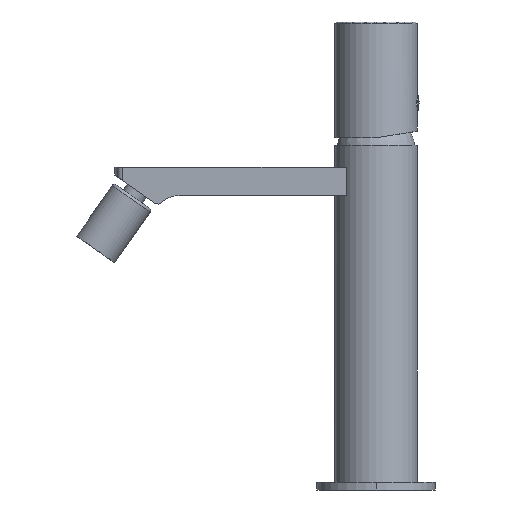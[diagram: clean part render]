
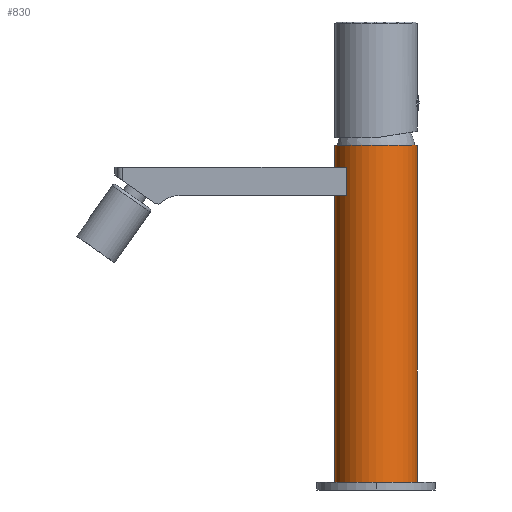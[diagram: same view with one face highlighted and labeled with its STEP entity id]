
A CAD part, left-side view. The second image highlights one B-rep face of the part: STEP entity #830.
In plain terms, the highlighted cylindrical face has radius 16 mm (diameter 32 mm), a partial arc.
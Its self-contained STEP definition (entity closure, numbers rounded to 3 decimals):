
#661=CARTESIAN_POINT('Vertex',(16.,121.95,0.)) ;
#701=CARTESIAN_POINT('Control Point',(16.,121.95,0.)) ;
#702=CARTESIAN_POINT('Control Point',(16.,121.95,-0.483)) ;
#703=CARTESIAN_POINT('Control Point',(15.982,121.873,-0.966)) ;
#704=CARTESIAN_POINT('Control Point',(15.945,121.719,-1.428)) ;
#705=CARTESIAN_POINT('Control Point',(15.868,121.373,-2.109)) ;
#706=CARTESIAN_POINT('Control Point',(15.775,120.903,-2.685)) ;
#707=CARTESIAN_POINT('Control Point',(15.74,120.716,-2.88)) ;
#708=CARTESIAN_POINT('Control Point',(15.671,120.325,-3.236)) ;
#709=CARTESIAN_POINT('Control Point',(15.606,119.897,-3.531)) ;
#710=CARTESIAN_POINT('Control Point',(15.575,119.674,-3.665)) ;
#711=CARTESIAN_POINT('Control Point',(15.489,118.983,-4.02)) ;
#712=CARTESIAN_POINT('Control Point',(15.429,118.254,-4.24)) ;
#713=CARTESIAN_POINT('Control Point',(15.403,117.757,-4.33)) ;
#714=CARTESIAN_POINT('Control Point',(15.384,116.754,-4.399)) ;
#715=CARTESIAN_POINT('Control Point',(15.428,115.757,-4.243)) ;
#716=CARTESIAN_POINT('Control Point',(15.465,115.266,-4.108)) ;
#717=CARTESIAN_POINT('Control Point',(15.556,114.421,-3.766)) ;
#718=CARTESIAN_POINT('Control Point',(15.674,113.651,-3.228)) ;
#719=CARTESIAN_POINT('Control Point',(15.729,113.335,-2.954)) ;
#720=CARTESIAN_POINT('Control Point',(15.784,113.048,-2.641)) ;
#721=CARTESIAN_POINT('Control Point',(15.835,112.801,-2.294)) ;
#722=CARTESIAN_POINT('Vertex',(15.835,112.801,-2.294)) ;
#746=CARTESIAN_POINT('Control Point',(16.,112.05,0.)) ;
#747=CARTESIAN_POINT('Control Point',(16.,112.05,-0.62)) ;
#748=CARTESIAN_POINT('Control Point',(15.967,112.187,-1.238)) ;
#749=CARTESIAN_POINT('Control Point',(15.906,112.451,-1.802)) ;
#750=CARTESIAN_POINT('Control Point',(15.835,112.801,-2.294)) ;
#751=CARTESIAN_POINT('Vertex',(16.,112.05,0.)) ;
#783=CARTESIAN_POINT('Axis2P3D Location',(0.,80.5,0.)) ;
#788=CARTESIAN_POINT('Line Origine',(16.,80.5,0.)) ;
#792=CARTESIAN_POINT('Vertex',(16.,0.,0.)) ;
#795=CARTESIAN_POINT('Axis2P3D Location',(0.,0.,0.)) ;
#799=CARTESIAN_POINT('Vertex',(-16.,0.,0.)) ;
#802=CARTESIAN_POINT('Line Origine',(-16.,80.5,0.)) ;
#806=CARTESIAN_POINT('Vertex',(-16.,131.,0.)) ;
#809=CARTESIAN_POINT('Axis2P3D Location',(0.,131.,0.)) ;
#813=CARTESIAN_POINT('Vertex',(16.,131.,0.)) ;
#816=CARTESIAN_POINT('Line Origine',(16.,80.5,0.)) ;
#790=VECTOR('Line Direction',#789,1.) ;
#804=VECTOR('Line Direction',#803,1.) ;
#818=VECTOR('Line Direction',#817,1.) ;
#784=DIRECTION('Axis2P3D Direction',(0.,-1.,0.)) ;
#785=DIRECTION('Axis2P3D XDirection',(1.,0.,0.)) ;
#789=DIRECTION('Vector Direction',(0.,-1.,0.)) ;
#796=DIRECTION('Axis2P3D Direction',(0.,-1.,0.)) ;
#803=DIRECTION('Vector Direction',(0.,-1.,0.)) ;
#810=DIRECTION('Axis2P3D Direction',(0.,-1.,0.)) ;
#817=DIRECTION('Vector Direction',(0.,-1.,0.)) ;
#786=AXIS2_PLACEMENT_3D('Cylinder Axis2P3D',#783,#784,#785) ;
#797=AXIS2_PLACEMENT_3D('Circle Axis2P3D',#795,#796,$) ;
#811=AXIS2_PLACEMENT_3D('Circle Axis2P3D',#809,#810,$) ;
#791=LINE('Line',#788,#790) ;
#805=LINE('Line',#802,#804) ;
#819=LINE('Line',#816,#818) ;
#798=CIRCLE('generated circle',#797,16.) ;
#812=CIRCLE('generated circle',#811,16.) ;
#787=CYLINDRICAL_SURFACE('generated cylinder',#786,16.) ;
#724=EDGE_CURVE('',#662,#723,#700,.T.) ;
#753=EDGE_CURVE('',#752,#723,#745,.T.) ;
#794=EDGE_CURVE('',#752,#793,#791,.T.) ;
#801=EDGE_CURVE('',#800,#793,#798,.T.) ;
#808=EDGE_CURVE('',#807,#800,#805,.T.) ;
#815=EDGE_CURVE('',#807,#814,#812,.T.) ;
#820=EDGE_CURVE('',#814,#662,#819,.T.) ;
#822=ORIENTED_EDGE('',*,*,#794,.T.) ;
#823=ORIENTED_EDGE('',*,*,#801,.F.) ;
#824=ORIENTED_EDGE('',*,*,#808,.F.) ;
#825=ORIENTED_EDGE('',*,*,#815,.T.) ;
#826=ORIENTED_EDGE('',*,*,#820,.T.) ;
#827=ORIENTED_EDGE('',*,*,#724,.T.) ;
#828=ORIENTED_EDGE('',*,*,#753,.F.) ;
#821=EDGE_LOOP('',(#822,#823,#824,#825,#826,#827,#828)) ;
#662=VERTEX_POINT('',#661) ;
#723=VERTEX_POINT('',#722) ;
#752=VERTEX_POINT('',#751) ;
#793=VERTEX_POINT('',#792) ;
#800=VERTEX_POINT('',#799) ;
#807=VERTEX_POINT('',#806) ;
#814=VERTEX_POINT('',#813) ;
#830=ADVANCED_FACE('PartBody',(#829),#787,.T.) ;
#700=B_SPLINE_CURVE_WITH_KNOTS('',5,(#701,#702,#703,#704,#705,#706,#707,#708,#709,#710,#711,#712,#713,#714,#715,#716,#717,#718,#719,#720,#721),.UNSPECIFIED.,.F.,.U.,(6,3,3,3,3,3,6),(0.,48.851,77.526,106.2,163.203,220.206,264.463),.UNSPECIFIED.) ;
#745=B_SPLINE_CURVE_WITH_KNOTS('',4,(#746,#747,#748,#749,#750),.UNSPECIFIED.,.F.,.U.,(5,5),(0.,50.154),.UNSPECIFIED.) ;
#829=FACE_OUTER_BOUND('',#821,.T.) ;
